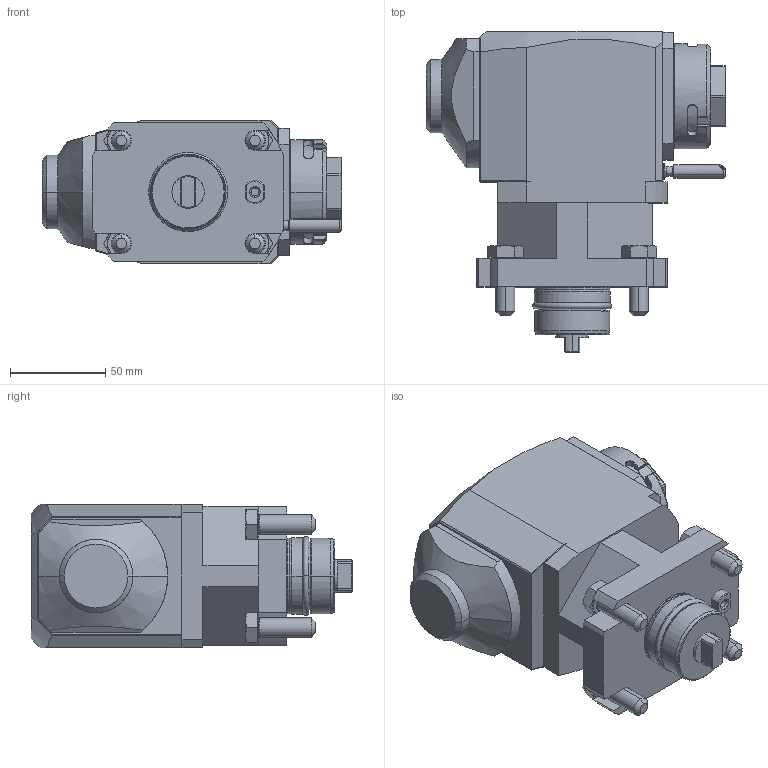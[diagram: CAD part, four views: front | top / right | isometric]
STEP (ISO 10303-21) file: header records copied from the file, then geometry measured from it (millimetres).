
FILE_DESCRIPTION((''),'2;1');
FILE_NAME('NGT2_40_205_32_3_3_100T_MUR','2025-02-24T',('vali'),('NOVA GRUP'),'PRO/ENGINEER BY PARAMETRIC TECHNOLOGY CORPORATION, 2010280','PRO/ENGINEER BY PARAMETRIC TECHNOLOGY CORPORATION, 2010280','');
FILE_SCHEMA(('CONFIG_CONTROL_DESIGN'));
Length unit declared in the file: millimetre
Products named in the file (1): NGT2_40_205_32_3_3_100T_MUR
Bounding box: 157 x 168.5 x 75 mm (x, y, z)
Volume: 1012153 mm3; surface area: 83987.2 mm2
Topology: 2 solids, 2 shells, 369 faces, 922 edges, 574 vertices
Faces by surface type: plane 189, cone 76, cylinder 76, torus 20, bspline 6, sphere 2
Entity records: 13512 total; most frequent: CARTESIAN_POINT 4782, ORIENTED_EDGE 1844, DIRECTION 1772, EDGE_CURVE 922, AXIS2_PLACEMENT_3D 638, VERTEX_POINT 574, VECTOR 496, LINE 496
